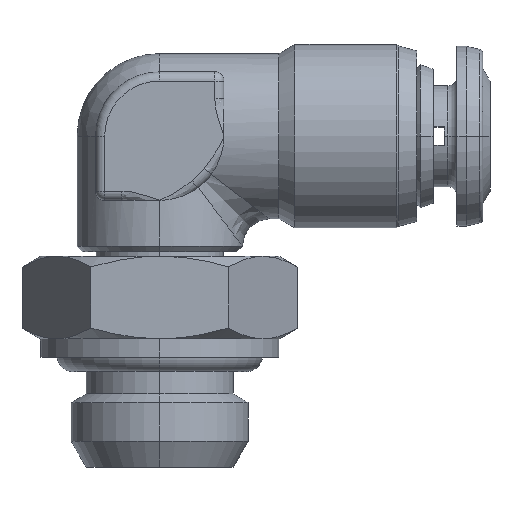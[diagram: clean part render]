
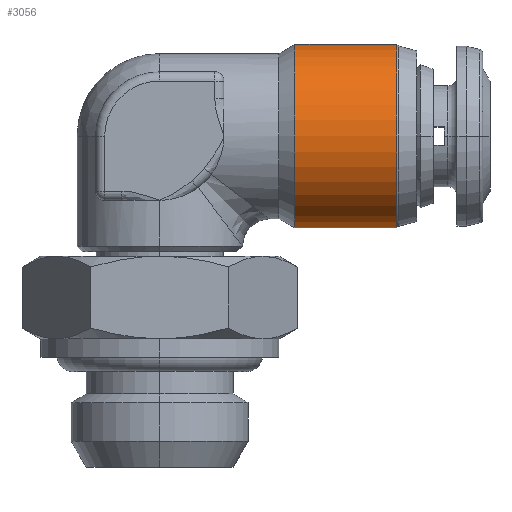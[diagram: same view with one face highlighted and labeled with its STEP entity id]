
A CAD part, top view. The second image highlights one B-rep face of the part: STEP entity #3056.
In plain terms, the highlighted cylindrical face has radius 5 mm (diameter 10 mm), a partial arc.
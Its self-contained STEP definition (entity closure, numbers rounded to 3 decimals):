
#347 = CARTESIAN_POINT ( 'NONE',  ( 12.918, 10.7, 0. ) ) ;
#363 = CARTESIAN_POINT ( 'NONE',  ( 12.918, 20.7, 0. ) ) ;
#501 = EDGE_LOOP ( 'NONE', ( #597, #647, #587, #644 ) ) ;
#587 = ORIENTED_EDGE ( 'NONE', *, *, #5997, .T. ) ;
#597 = ORIENTED_EDGE ( 'NONE', *, *, #5970, .T. ) ;
#644 = ORIENTED_EDGE ( 'NONE', *, *, #5998, .F. ) ;
#647 = ORIENTED_EDGE ( 'NONE', *, *, #5999, .T. ) ;
#662 = FACE_OUTER_BOUND ( 'NONE', #501, .T. ) ;
#667 = CYLINDRICAL_SURFACE ( 'NONE', #978, 5. ) ;
#978 = AXIS2_PLACEMENT_3D ( 'NONE', #2192, #2193, #2201 ) ;
#1401 = VERTEX_POINT ( 'NONE', #6605 ) ;
#1411 = VERTEX_POINT ( 'NONE', #6615 ) ;
#2192 = CARTESIAN_POINT ( 'NONE',  ( 15.7, 15.7, 0. ) ) ;
#2193 = DIRECTION ( 'NONE',  ( 1., 0., 0. ) ) ;
#2201 = DIRECTION ( 'NONE',  ( 0., 1., 0. ) ) ;
#2637 = AXIS2_PLACEMENT_3D ( 'NONE', #4480, #4481, #4482 ) ;
#2652 = AXIS2_PLACEMENT_3D ( 'NONE', #4568, #4569, #4570 ) ;
#3056 = ADVANCED_FACE ( 'NONE', ( #662 ), #667, .T. ) ;
#4480 = CARTESIAN_POINT ( 'NONE',  ( 7.366, 15.7, 0. ) ) ;
#4481 = DIRECTION ( 'NONE',  ( 1., 0., 0. ) ) ;
#4482 = DIRECTION ( 'NONE',  ( 0., 1., 0. ) ) ;
#4561 = CARTESIAN_POINT ( 'NONE',  ( 15.7, 20.7, 0. ) ) ;
#4562 = DIRECTION ( 'NONE',  ( 1., 0., 0. ) ) ;
#4568 = CARTESIAN_POINT ( 'NONE',  ( 12.918, 15.7, 0. ) ) ;
#4569 = DIRECTION ( 'NONE',  ( -1., 0., 0. ) ) ;
#4570 = DIRECTION ( 'NONE',  ( 0., -1., 0. ) ) ;
#4571 = CARTESIAN_POINT ( 'NONE',  ( 15.7, 10.7, 0. ) ) ;
#4572 = DIRECTION ( 'NONE',  ( 1., 0., 0. ) ) ;
#4823 = CIRCLE ( 'NONE', #2637, 5. ) ;
#4859 = CIRCLE ( 'NONE', #2652, 5. ) ;
#4860 = LINE ( 'NONE', #4561, #4862 ) ;
#4861 = LINE ( 'NONE', #4571, #4864 ) ;
#4862 = VECTOR ( 'NONE', #4562, 1000. ) ;
#4864 = VECTOR ( 'NONE', #4572, 1000. ) ;
#5970 = EDGE_CURVE ( 'NONE', #1411, #1401, #4823, .T. ) ;
#5997 = EDGE_CURVE ( 'NONE', #6759, #6760, #4859, .T. ) ;
#5998 = EDGE_CURVE ( 'NONE', #1411, #6760, #4860, .T. ) ;
#5999 = EDGE_CURVE ( 'NONE', #1401, #6759, #4861, .T. ) ;
#6605 = CARTESIAN_POINT ( 'NONE',  ( 7.366, 10.7, 0. ) ) ;
#6615 = CARTESIAN_POINT ( 'NONE',  ( 7.366, 20.7, 0. ) ) ;
#6759 = VERTEX_POINT ( 'NONE', #347 ) ;
#6760 = VERTEX_POINT ( 'NONE', #363 ) ;
